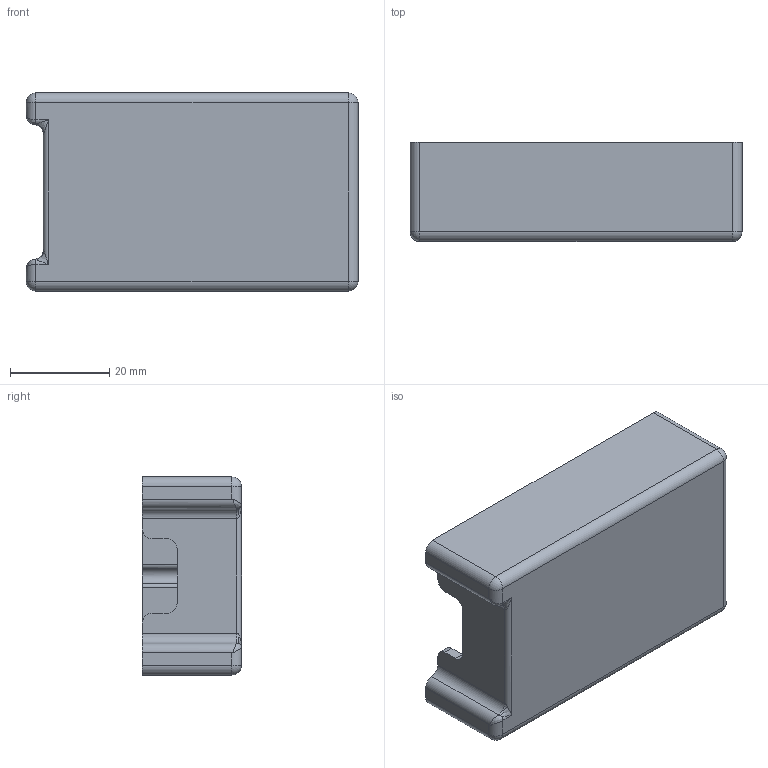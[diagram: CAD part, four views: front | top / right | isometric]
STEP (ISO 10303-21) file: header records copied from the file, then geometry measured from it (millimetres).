
FILE_DESCRIPTION((''),'2;1');
FILE_NAME('BOTTOM','2025-05-29T21:27:58',('chris'),(''),'CREO PARAMETRIC BY PTC INC, 2021164','CREO PARAMETRIC BY PTC INC, 2021164','');
FILE_SCHEMA(('CONFIG_CONTROL_DESIGN'));
Length unit declared in the file: millimetre
Products named in the file (1): BOTTOM
Bounding box: 67 x 20 x 40 mm (x, y, z)
Volume: 23829.8 mm3; surface area: 12434.3 mm2
Topology: 1 solids, 1 shells, 118 faces, 284 edges, 176 vertices
Faces by surface type: cylinder 60, plane 32, cone 16, bspline 6, sphere 4
Entity records: 3985 total; most frequent: CARTESIAN_POINT 1174, DIRECTION 599, ORIENTED_EDGE 568, EDGE_CURVE 284, AXIS2_PLACEMENT_3D 231, VERTEX_POINT 176, VECTOR 137, LINE 137
